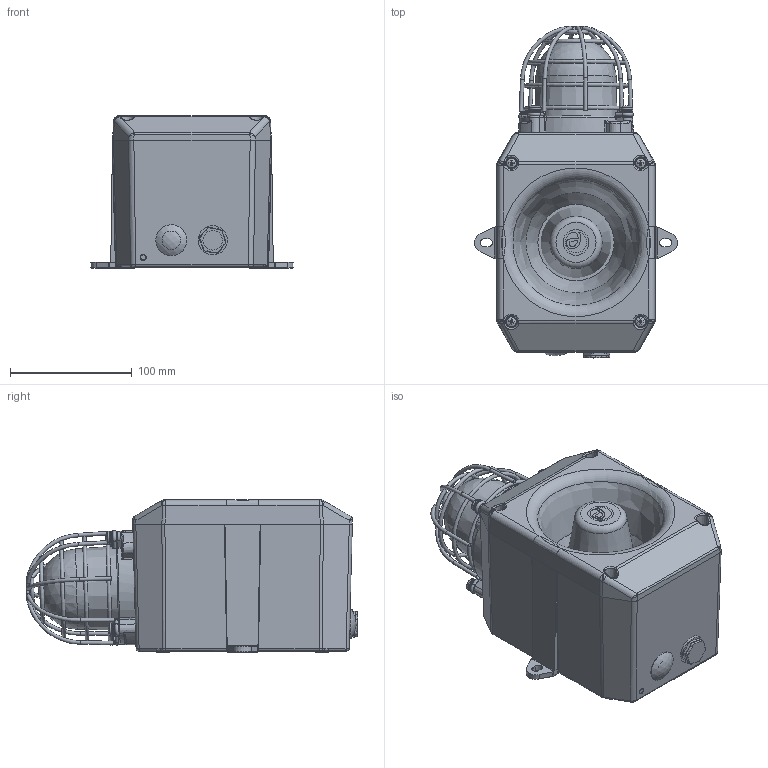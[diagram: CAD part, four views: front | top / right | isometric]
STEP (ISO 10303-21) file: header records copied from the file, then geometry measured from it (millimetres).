
FILE_DESCRIPTION (( 'STEP AP214' ), '1' );
FILE_NAME ('D172-05-101-3D_Issue_1.STEP', '2021-04-13T09:03:46', ( '' ), ( '' ), 'SwSTEP 2.0', 'SolidWorks 2020', '' );
FILE_SCHEMA (( 'AUTOMOTIVE_DESIGN' ));
Length unit declared in the file: millimetre
Products named in the file (20): SCSSM5X16A4P; D172-55-002-3D_Issue_K_Sounder Beacon Configuration; D172-05-101-3D_Issue_1; WAM5A4; ORBS006NBR70; SCSSM4X20A4P; BG20PVC; WASGM5A4; D189-10-501-3D_Issue_1_no earth stud; D172-55-004-3D_Issue_D; GNESSM20BK; D2489-3D_Issue_B_OD115; HORN; Nose Cone Label; HORN ASSY_FITTED EARTH 2; D2488; SCHXSKTM4X12A4; SCSTUDM5A4; WAF900D43ID08; NOSE CONE_Machined
Assembly tree (48 placements, depth 3):
  D172-05-101-3D_Issue_1
    HORN ASSY_FITTED EARTH 2
      HORN
      NOSE CONE_Machined
      SCSSM4X20A4P  x4
      WAF900D43ID08  x4
      ORBS006NBR70  x4
    D189-10-501-3D_Issue_1_no earth stud
      D172-55-002-3D_Issue_K_Sounder Beacon Configuration
      D172-55-004-3D_Issue_D
      SCHXSKTM4X12A4  x4
      WAF900D43ID08  x4
      ORBS006NBR70  x4
      SCSTUDM5A4
      D2488
    Nose Cone Label
    D2489-3D_Issue_B_OD115
    SCSSM5X16A4P  x4
    WAM5A4  x4
    WASGM5A4  x4
    BG20PVC
    GNESSM20BK
Bounding box: 166.2 x 272.15 x 125 mm (x, y, z)
Volume: 920878 mm3; surface area: 388205.3 mm2
Topology: 59 solids, 61 shells, 1689 faces, 3946 edges, 2361 vertices
Faces by surface type: cylinder 611, plane 558, bspline 250, torus 113, cone 98, sphere 59
Full cylindrical faces by diameter (mm): 2.92 x8, 3 x17, 3.2 x108, 3.3 x4, 4 x4, 4.2 x4, 4.3 x8, 4.5 x8, 4.85 x4, 5.3 x4, 5.4 x4, 5.5 x4, 7 x4, 8 x8, 9 x16, 9.85 x4, 10 x4, 15 x1, 16 x1, 17.9 x1, 18.5 x2, 19 x1, 21 x2, 23.9 x1, 25.4 x1, 56 x1, 88 x1
Entity records: 52322 total; most frequent: CARTESIAN_POINT 24223, ORIENTED_EDGE 5026, DIRECTION 4856, EDGE_CURVE 2513, AXIS2_PLACEMENT_3D 1917, VERTEX_POINT 1587, EDGE_LOOP 1446, FACE_OUTER_BOUND 1300
